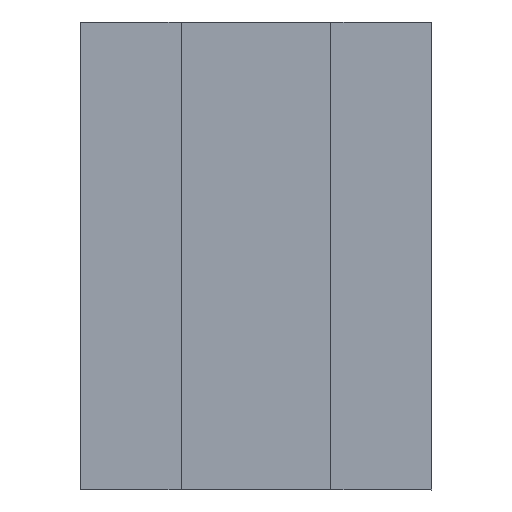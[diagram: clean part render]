
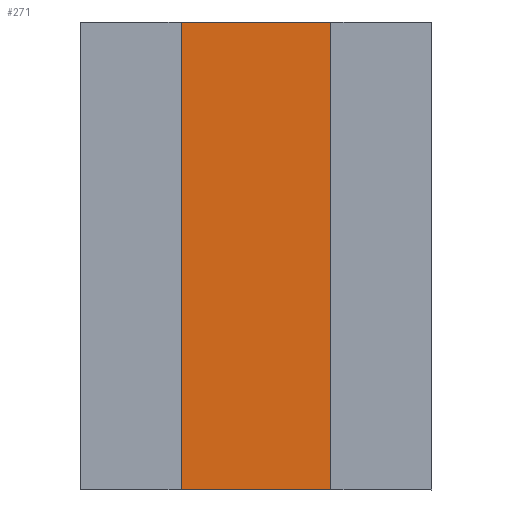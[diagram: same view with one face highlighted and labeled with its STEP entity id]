
A CAD part, left-side view. The second image highlights one B-rep face of the part: STEP entity #271.
In plain terms, the highlighted planar face has unit normal (-1, 0, 0).
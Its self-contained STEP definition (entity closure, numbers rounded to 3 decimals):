
#25=FACE_OUTER_BOUND('',#39,.T.);
#39=EDGE_LOOP('',(#231,#232,#233,#234));
#66=LINE('',#419,#102);
#70=LINE('',#428,#106);
#76=LINE('',#438,#112);
#77=LINE('',#439,#113);
#102=VECTOR('',#342,10.);
#106=VECTOR('',#348,10.);
#112=VECTOR('',#360,10.);
#113=VECTOR('',#361,10.);
#132=VERTEX_POINT('',#416);
#133=VERTEX_POINT('',#418);
#136=VERTEX_POINT('',#425);
#137=VERTEX_POINT('',#427);
#162=EDGE_CURVE('',#132,#133,#66,.T.);
#166=EDGE_CURVE('',#136,#137,#70,.T.);
#172=EDGE_CURVE('',#137,#132,#76,.T.);
#173=EDGE_CURVE('',#133,#136,#77,.T.);
#231=ORIENTED_EDGE('',*,*,#162,.F.);
#232=ORIENTED_EDGE('',*,*,#172,.F.);
#233=ORIENTED_EDGE('',*,*,#166,.F.);
#234=ORIENTED_EDGE('',*,*,#173,.F.);
#257=PLANE('',#299);
#271=ADVANCED_FACE('',(#25),#257,.F.);
#299=AXIS2_PLACEMENT_3D('',#437,#358,#359);
#342=DIRECTION('',(0.,1.,0.));
#348=DIRECTION('',(0.,-1.,0.));
#358=DIRECTION('center_axis',(1.,0.,0.));
#359=DIRECTION('ref_axis',(0.,0.,
1.));
#360=DIRECTION('',(0.,0.,-1.));
#361=DIRECTION('',(0.,0.,1.));
#416=CARTESIAN_POINT('',(-1073.59,395.768,-9.989));
#418=CARTESIAN_POINT('',(-1073.59,402.168,-9.989));
#419=CARTESIAN_POINT('',(-1073.59,524.718,-9.989));
#425=CARTESIAN_POINT('',(-1073.59,402.168,10.001));
#427=CARTESIAN_POINT('',(-1073.59,395.768,10.001));
#428=CARTESIAN_POINT('',(-1073.59,524.718,10.001));
#437=CARTESIAN_POINT('Origin',(-1073.59,398.968,0.001));
#438=CARTESIAN_POINT('',(-1073.59,395.768,10.001));
#439=CARTESIAN_POINT('',(-1073.59,402.168,10.001));
